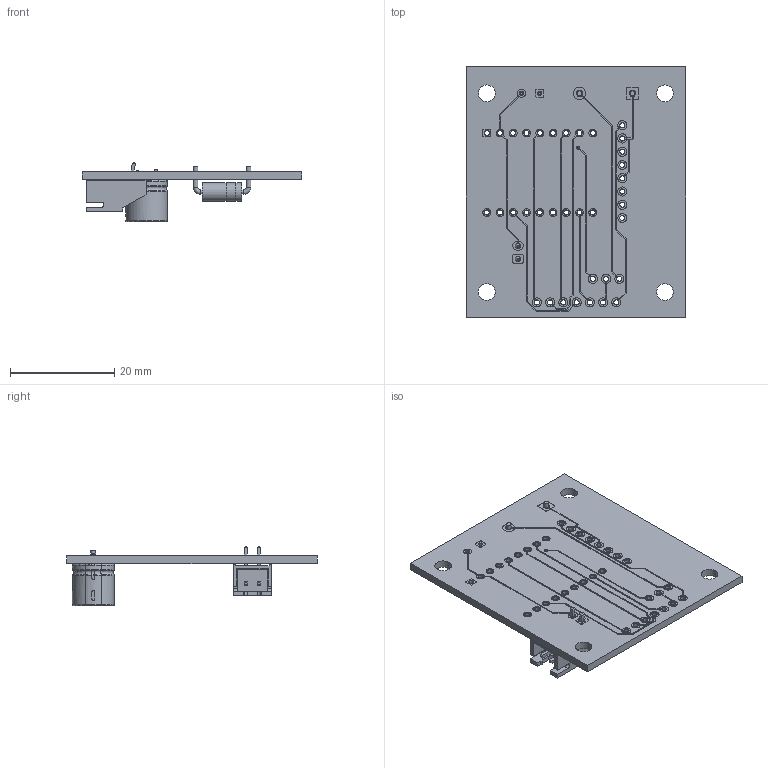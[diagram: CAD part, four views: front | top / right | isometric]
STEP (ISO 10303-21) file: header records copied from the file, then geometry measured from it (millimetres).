
FILE_DESCRIPTION(('KiCad electronic assembly'),'2;1');
FILE_NAME('inclinometre.step','2026-02-10T10:16:28',('Pcbnew'),('Kicad') ,'Open CASCADE STEP processor 7.8','KiCad to STEP converter','Unknown' );
FILE_SCHEMA(('AUTOMOTIVE_DESIGN { 1 0 10303 214 1 1 1 1 }'));
Length unit declared in the file: millimetre
Products named in the file (8): inclinometre 1; JST_XH_S2B-XH-A_1x02_P2.50mm_Horizontal; D_DO-15_P10.16mm_Horizontal; CP_Radial_D8.0mm_P3.50mm; inclinometre_copper; inclinometre_pad; inclinometre_via; inclinometre_PCB
Assembly tree (7 placements, depth 2):
  inclinometre 1
    JST_XH_S2B-XH-A_1x02_P2.50mm_Horizontal
    D_DO-15_P10.16mm_Horizontal
    CP_Radial_D8.0mm_P3.50mm
    inclinometre_copper
    inclinometre_pad
    inclinometre_via
    inclinometre_PCB
Bounding box: 42 x 48 x 11.4 mm (x, y, z)
Volume: 3614.6 mm3; surface area: 6374.5 mm2
Topology: 151 solids, 152 shells, 1081 faces, 2277 edges, 1511 vertices
Faces by surface type: plane 674, cylinder 389, bspline 8, revolution 6, torus 4
Full cylindrical faces by diameter (mm): 0.25 x1, 0.275 x2, 0.3 x1, 0.5 x2, 0.75 x6, 0.8 x4, 0.9 x4, 0.95 x114, 1 x76, 1.15 x6, 1.2 x4, 1.508 x34, 1.6 x2, 1.75 x36, 2.4 x2, 3.2 x4, 3.6 x2, 3.62 x1
Entity records: 32680 total; most frequent: CARTESIAN_POINT 5806, DIRECTION 5201, ORIENTED_EDGE 4554, EDGE_CURVE 2277, AXIS2_PLACEMENT_3D 1876, VERTEX_POINT 1511, LINE 1443, VECTOR 1443
